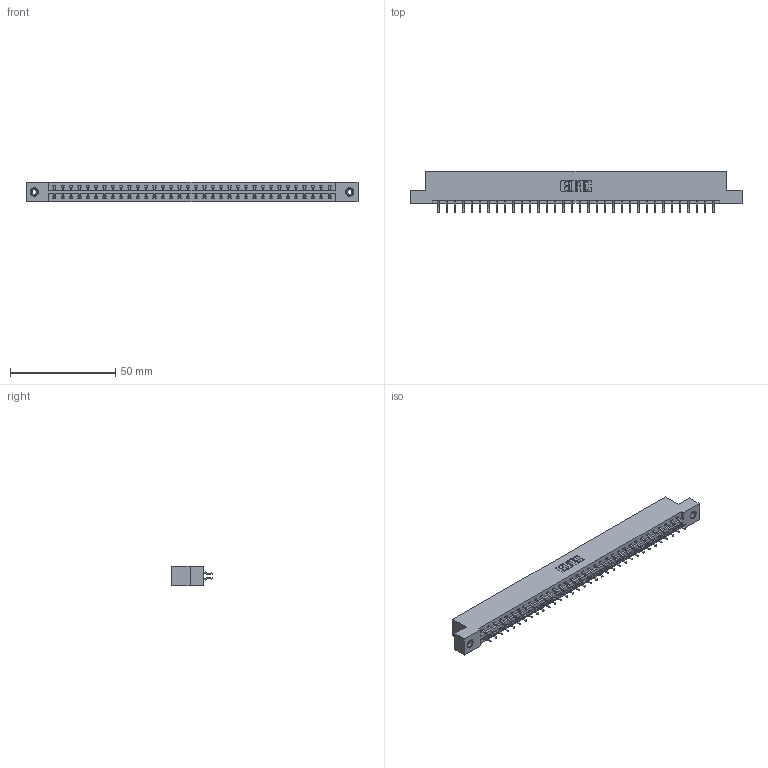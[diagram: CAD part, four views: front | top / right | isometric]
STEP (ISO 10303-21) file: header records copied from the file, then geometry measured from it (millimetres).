
FILE_DESCRIPTION (( 'STEP AP203' ), '1' );
FILE_NAME ('387-068-556-208.STEP', '2018-09-22T15:54:21', ( '' ), ( '' ), 'SwSTEP 2.0', 'SolidWorks 2016', '' );
FILE_SCHEMA (( 'CONFIG_CONTROL_DESIGN' ));
Length unit declared in the file: inch
Products named in the file (4): 337 Part_Flush Mounting Lugs - 0.156 Dia-TI; 345-292-001_556 Tail; 345-250-001_345-250-003-102; 387-068-556-208
Assembly tree (71 placements, depth 2):
  387-068-556-208
    337 Part_Flush Mounting Lugs - 0.156 Dia-TI
    345-292-001_556 Tail  x68
    345-250-001_345-250-003-102  x2
Bounding box: 157.73 x 19.57 x 9.4 mm (x, y, z)
Volume: 16507.6 mm3; surface area: 18536.3 mm2
Topology: 71 solids, 71 shells, 4254 faces, 12619 edges, 8314 vertices
Faces by surface type: plane 2958, cylinder 1280, cone 12, torus 4
Entity records: 28802 total; most frequent: CARTESIAN_POINT 4853, ORIENTED_EDGE 4770, DIRECTION 4163, EDGE_CURVE 2385, VECTOR 2229, LINE 2229, VERTEX_POINT 1584, AXIS2_PLACEMENT_3D 967
